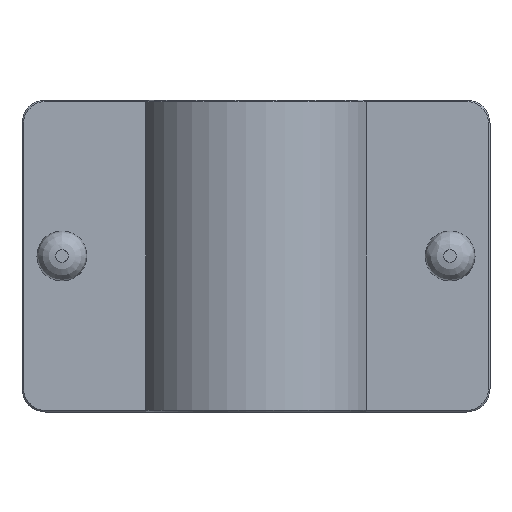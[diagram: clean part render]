
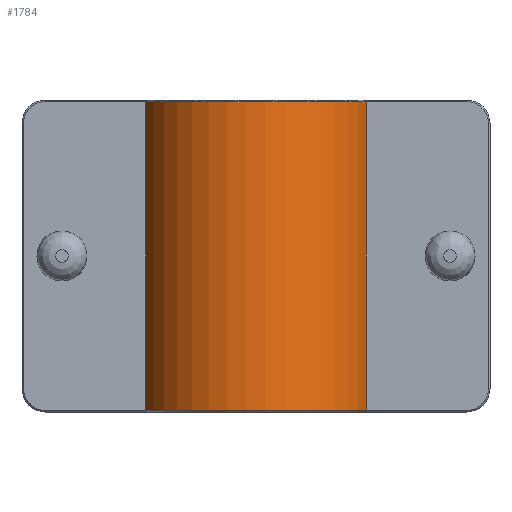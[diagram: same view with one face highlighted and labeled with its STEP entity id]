
A CAD part, front view. The second image highlights one B-rep face of the part: STEP entity #1784.
In plain terms, the highlighted cylindrical face has radius 18.75 mm (diameter 37.5 mm), a partial arc.
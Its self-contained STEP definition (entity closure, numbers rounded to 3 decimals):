
#224=FACE_OUTER_BOUND('',#349,.T.);
#349=EDGE_LOOP('',(#1468,#1469,#1470,#1471));
#505=LINE('',#3018,#657);
#506=LINE('',#3020,#658);
#657=VECTOR('',#2333,49.5);
#658=VECTOR('',#2336,49.5);
#755=CIRCLE('',#1925,18.75);
#756=CIRCLE('',#1928,18.75);
#880=VERTEX_POINT('',#2958);
#881=VERTEX_POINT('',#2963);
#882=VERTEX_POINT('',#2970);
#884=VERTEX_POINT('',#2979);
#1080=EDGE_CURVE('',#880,#881,#755,.T.);
#1086=EDGE_CURVE('',#884,#882,#756,.T.);
#1103=EDGE_CURVE('',#880,#882,#505,.T.);
#1104=EDGE_CURVE('',#881,#884,#506,.T.);
#1468=ORIENTED_EDGE('',*,*,#1080,.F.);
#1469=ORIENTED_EDGE('',*,*,#1103,.T.);
#1470=ORIENTED_EDGE('',*,*,#1086,.F.);
#1471=ORIENTED_EDGE('',*,*,#1104,.F.);
#1710=CYLINDRICAL_SURFACE('',#1943,18.75);
#1784=ADVANCED_FACE('',(#224),#1710,.T.);
#1925=AXIS2_PLACEMENT_3D('',#2964,#2283,#2284);
#1928=AXIS2_PLACEMENT_3D('',#2984,#2291,#2292);
#1943=AXIS2_PLACEMENT_3D('',#3019,#2334,#2335);
#2283=DIRECTION('center_axis',(0.,0.,-1.));
#2284=DIRECTION('ref_axis',(1.,0.,0.));
#2291=DIRECTION('center_axis',(0.,0.,1.));
#2292=DIRECTION('ref_axis',(1.,0.,0.));
#2333=DIRECTION('',(0.,0.,1.));
#2334=DIRECTION('center_axis',(0.,0.,1.));
#2335=DIRECTION('ref_axis',(1.,0.,0.));
#2336=DIRECTION('',(0.,0.,1.));
#2958=CARTESIAN_POINT('',(17.678,-6.25,-24.75));
#2963=CARTESIAN_POINT('',(-17.678,-6.25,-24.75));
#2964=CARTESIAN_POINT('Origin',(0.,0.,-24.75));
#2970=CARTESIAN_POINT('',(17.678,-6.25,24.75));
#2979=CARTESIAN_POINT('',(-17.678,-6.25,24.75));
#2984=CARTESIAN_POINT('Origin',(0.,0.,24.75));
#3018=CARTESIAN_POINT('',(17.678,-6.25,0.));
#3019=CARTESIAN_POINT('Origin',(0.,0.,0.));
#3020=CARTESIAN_POINT('',(-17.678,-6.25,0.));
